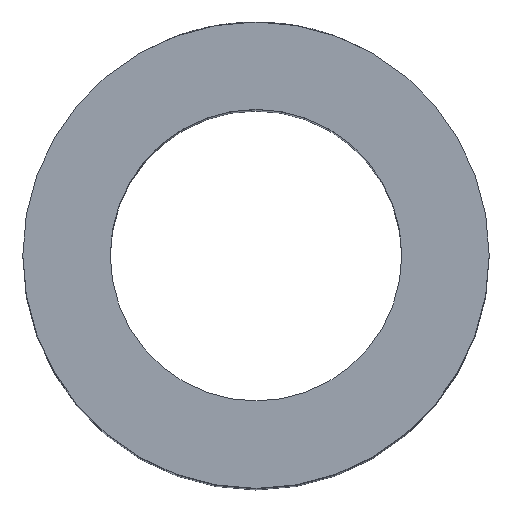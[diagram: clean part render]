
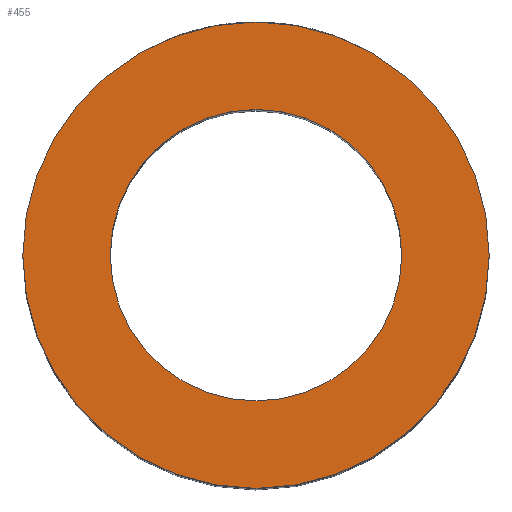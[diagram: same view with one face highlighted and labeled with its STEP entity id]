
A CAD part, top view. The second image highlights one B-rep face of the part: STEP entity #455.
In plain terms, the highlighted planar face has unit normal (0, 0, 1).
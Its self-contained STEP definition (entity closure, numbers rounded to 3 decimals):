
#25 = CIRCLE ( 'NONE', #200, 2.5 ) ;
#28 = EDGE_CURVE ( 'NONE', #457, #432, #74, .T. ) ;
#32 = EDGE_CURVE ( 'NONE', #81, #83, #53, .T. ) ;
#42 = EDGE_CURVE ( 'NONE', #432, #457, #323, .T. ) ;
#46 = CARTESIAN_POINT ( 'NONE',  ( 0., 0., 7.75 ) ) ;
#53 = CIRCLE ( 'NONE', #359, 2.5 ) ;
#56 = EDGE_CURVE ( 'NONE', #83, #81, #25, .T. ) ;
#74 = CIRCLE ( 'NONE', #88, 4. ) ;
#81 = VERTEX_POINT ( 'NONE', #371 ) ;
#83 = VERTEX_POINT ( 'NONE', #406 ) ;
#88 = AXIS2_PLACEMENT_3D ( 'NONE', #329, #122, #358 ) ;
#91 = DIRECTION ( 'NONE',  ( 1., 0., 0. ) ) ;
#95 = CARTESIAN_POINT ( 'NONE',  ( 0., 0., 7.75 ) ) ;
#104 = PLANE ( 'NONE',  #214 ) ;
#122 = DIRECTION ( 'NONE',  ( 0., 0., 1. ) ) ;
#130 = DIRECTION ( 'NONE',  ( 1., 0., 0. ) ) ;
#150 = EDGE_LOOP ( 'NONE', ( #296, #188 ) ) ;
#156 = CARTESIAN_POINT ( 'NONE',  ( 0., 0., 7.75 ) ) ;
#180 = ORIENTED_EDGE ( 'NONE', *, *, #42, .T. ) ;
#188 = ORIENTED_EDGE ( 'NONE', *, *, #56, .F. ) ;
#192 = DIRECTION ( 'NONE',  ( 1., 0., 0. ) ) ;
#195 = ORIENTED_EDGE ( 'NONE', *, *, #28, .T. ) ;
#200 = AXIS2_PLACEMENT_3D ( 'NONE', #95, #336, #130 ) ;
#205 = CARTESIAN_POINT ( 'NONE',  ( 0., 0., 7.75 ) ) ;
#207 = DIRECTION ( 'NONE',  ( 0., 0., 1. ) ) ;
#214 = AXIS2_PLACEMENT_3D ( 'NONE', #205, #207, #443 ) ;
#268 = FACE_BOUND ( 'NONE', #150, .T. ) ;
#278 = EDGE_LOOP ( 'NONE', ( #180, #195 ) ) ;
#293 = DIRECTION ( 'NONE',  ( 0., 0., 1. ) ) ;
#296 = ORIENTED_EDGE ( 'NONE', *, *, #32, .F. ) ;
#323 = CIRCLE ( 'NONE', #404, 4. ) ;
#329 = CARTESIAN_POINT ( 'NONE',  ( 0., 0., 7.75 ) ) ;
#336 = DIRECTION ( 'NONE',  ( 0., 0., 1. ) ) ;
#358 = DIRECTION ( 'NONE',  ( 1., 0., 0. ) ) ;
#359 = AXIS2_PLACEMENT_3D ( 'NONE', #46, #293, #91 ) ;
#371 = CARTESIAN_POINT ( 'NONE',  ( -2.5, 0., 7.75 ) ) ;
#376 = CARTESIAN_POINT ( 'NONE',  ( -4., 0., 7.75 ) ) ;
#394 = DIRECTION ( 'NONE',  ( 0., 0., 1. ) ) ;
#404 = AXIS2_PLACEMENT_3D ( 'NONE', #156, #394, #192 ) ;
#406 = CARTESIAN_POINT ( 'NONE',  ( 2.5, 0., 7.75 ) ) ;
#410 = CARTESIAN_POINT ( 'NONE',  ( 4., 0., 7.75 ) ) ;
#432 = VERTEX_POINT ( 'NONE', #376 ) ;
#436 = FACE_OUTER_BOUND ( 'NONE', #278, .T. ) ;
#443 = DIRECTION ( 'NONE',  ( 1., 0., 0. ) ) ;
#455 = ADVANCED_FACE ( 'NONE', ( #436, #268 ), #104, .T. ) ;
#457 = VERTEX_POINT ( 'NONE', #410 ) ;
